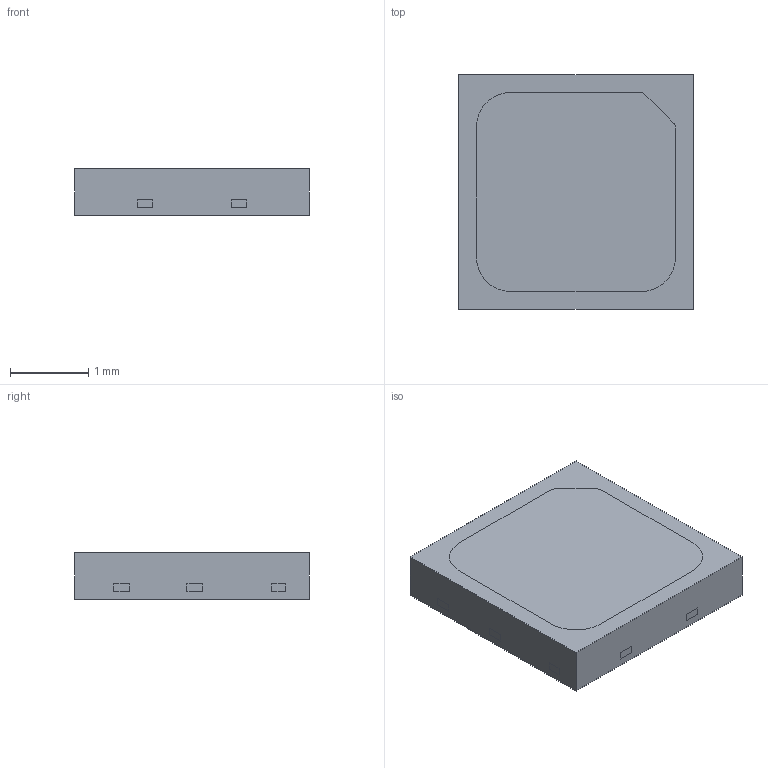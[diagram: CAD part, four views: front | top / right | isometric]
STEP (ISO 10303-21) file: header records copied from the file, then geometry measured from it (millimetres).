
FILE_DESCRIPTION(('FreeCAD Model'),'2;1');
FILE_NAME('OSRAM_Duris_S5.step' ,'2020-08-02T16:17:43',('kicad StepUp'),('ksu MCAD'), 'Open CASCADE STEP processor 7.4','FreeCAD','Unknown');
FILE_SCHEMA(('AUTOMOTIVE_DESIGN { 1 0 10303 214 1 1 1 1 }'));
Length unit declared in the file: millimetre
Products named in the file (1): OSRAM_Duris_S5
Bounding box: 3 x 3 x 0.6 mm (x, y, z)
Volume: 5.4 mm3; surface area: 25.2 mm2
Topology: 1 solids, 1 shells, 19 faces, 78 edges, 74 vertices
Faces by surface type: plane 19
Entity records: 1063 total; most frequent: CARTESIAN_POINT 235, ORIENTED_EDGE 156, DIRECTION 105, EDGE_CURVE 78, VERTEX_POINT 74, LINE 65, VECTOR 65, FACE_BOUND 32
